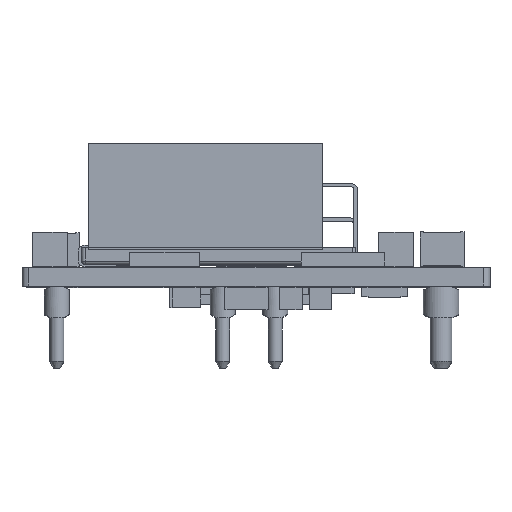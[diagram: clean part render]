
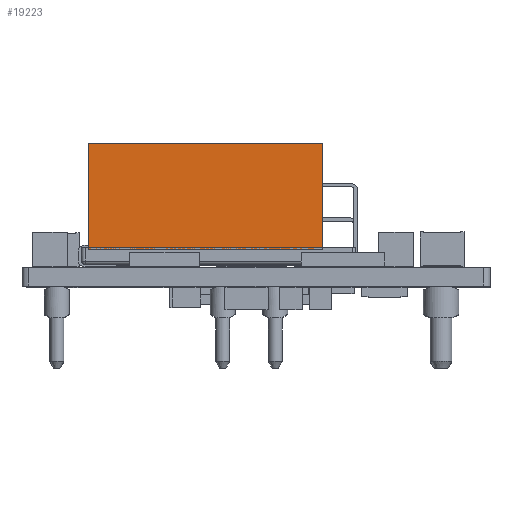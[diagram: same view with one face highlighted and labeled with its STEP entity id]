
A CAD part, top view. The second image highlights one B-rep face of the part: STEP entity #19223.
In plain terms, the highlighted planar face has unit normal (0, 0, 1).
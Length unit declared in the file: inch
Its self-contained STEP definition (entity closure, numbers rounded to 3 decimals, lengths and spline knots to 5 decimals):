
#184 = VECTOR ( 'NONE', #7386, 39.37008 ) ;
#216 = CARTESIAN_POINT ( 'NONE',  ( -0.4795, 0.5, 0.391 ) ) ;
#3067 = LINE ( 'NONE', #5336, #184 ) ;
#3824 = DIRECTION ( 'NONE',  ( 0., 0., 1. ) ) ;
#3942 = CARTESIAN_POINT ( 'NONE',  ( 0.1905, 0.1957, 0.391 ) ) ;
#4425 = EDGE_CURVE ( 'NONE', #13390, #5250, #16647, .T. ) ;
#5244 = ORIENTED_EDGE ( 'NONE', *, *, #4425, .T. ) ;
#5250 = VERTEX_POINT ( 'NONE', #9914 ) ;
#5336 = CARTESIAN_POINT ( 'NONE',  ( 0.1905, 0.5742, 0.391 ) ) ;
#5342 = PLANE ( 'NONE',  #12243 ) ;
#5933 = EDGE_CURVE ( 'NONE', #8786, #5250, #18735, .T. ) ;
#7014 = ORIENTED_EDGE ( 'NONE', *, *, #16485, .F. ) ;
#7112 = EDGE_LOOP ( 'NONE', ( #7014, #18522, #5244, #18838 ) ) ;
#7386 = DIRECTION ( 'NONE',  ( 0., -1., 0. ) ) ;
#7541 = DIRECTION ( 'NONE',  ( -1., 0., 0. ) ) ;
#8786 = VERTEX_POINT ( 'NONE', #3942 ) ;
#9437 = VERTEX_POINT ( 'NONE', #10456 ) ;
#9674 = FACE_OUTER_BOUND ( 'NONE', #7112, .T. ) ;
#9914 = CARTESIAN_POINT ( 'NONE',  ( -0.4795, 0.1957, 0.391 ) ) ;
#10456 = CARTESIAN_POINT ( 'NONE',  ( 0.1905, 0.5, 0.391 ) ) ;
#12243 = AXIS2_PLACEMENT_3D ( 'NONE', #21270, #3824, #21397 ) ;
#12653 = CARTESIAN_POINT ( 'NONE',  ( -0.4795, 0.5, 0.391 ) ) ;
#13362 = CARTESIAN_POINT ( 'NONE',  ( 0.1905, 0.1957, 0.391 ) ) ;
#13390 = VERTEX_POINT ( 'NONE', #12653 ) ;
#15053 = VECTOR ( 'NONE', #7541, 39.37008 ) ;
#15737 = DIRECTION ( 'NONE',  ( -1., 0., 0. ) ) ;
#16485 = EDGE_CURVE ( 'NONE', #9437, #8786, #3067, .T. ) ;
#16647 = LINE ( 'NONE', #17030, #18364 ) ;
#17030 = CARTESIAN_POINT ( 'NONE',  ( -0.4795, 0.5742, 0.391 ) ) ;
#17664 = LINE ( 'NONE', #216, #24954 ) ;
#18364 = VECTOR ( 'NONE', #20880, 39.37008 ) ;
#18522 = ORIENTED_EDGE ( 'NONE', *, *, #20904, .T. ) ;
#18735 = LINE ( 'NONE', #13362, #15053 ) ;
#18838 = ORIENTED_EDGE ( 'NONE', *, *, #5933, .F. ) ;
#19223 = ADVANCED_FACE ( 'NONE', ( #9674 ), #5342, .T. ) ;
#20880 = DIRECTION ( 'NONE',  ( 0., -1., 0. ) ) ;
#20904 = EDGE_CURVE ( 'NONE', #9437, #13390, #17664, .T. ) ;
#21270 = CARTESIAN_POINT ( 'NONE',  ( 0.1905, 0.5742, 0.391 ) ) ;
#21397 = DIRECTION ( 'NONE',  ( 1., 0., 0. ) ) ;
#24954 = VECTOR ( 'NONE', #15737, 39.37008 ) ;
